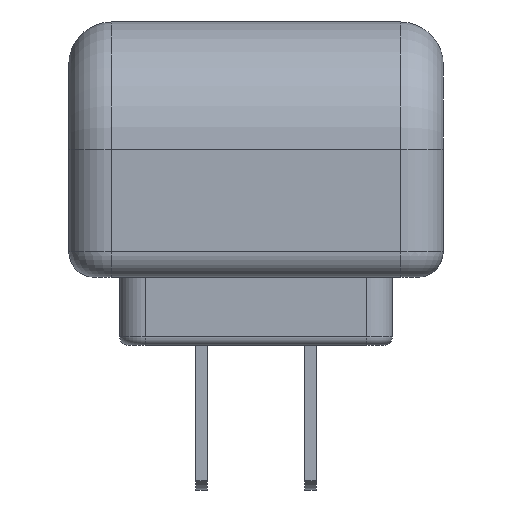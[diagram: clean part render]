
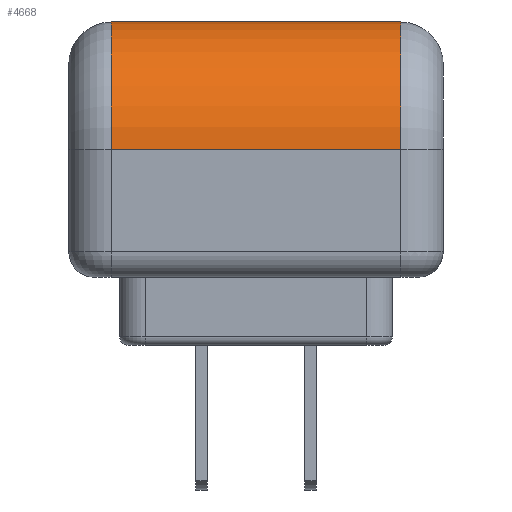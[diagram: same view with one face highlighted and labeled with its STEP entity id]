
A CAD part, left-side view. The second image highlights one B-rep face of the part: STEP entity #4668.
In plain terms, the highlighted cylindrical face has radius 15 mm (diameter 30 mm), a partial arc.
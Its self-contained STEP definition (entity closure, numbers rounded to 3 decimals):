
#234 = DIRECTION ( 'NONE',  ( 1., 0., 0. ) ) ;
#260 = CARTESIAN_POINT ( 'NONE',  ( -10.897, 24.099, 12.5 ) ) ;
#313 = CARTESIAN_POINT ( 'NONE',  ( 4.103, 2.099, 12.5 ) ) ;
#1061 = EDGE_CURVE ( 'NONE', #3532, #1832, #6178, .T. ) ;
#1095 = EDGE_CURVE ( 'NONE', #2078, #1832, #2689, .T. ) ;
#1268 = EDGE_CURVE ( 'NONE', #3532, #4921, #2293, .T. ) ;
#1832 = VERTEX_POINT ( 'NONE', #4524 ) ;
#1867 = DIRECTION ( 'NONE',  ( 0., 1., 0. ) ) ;
#2078 = VERTEX_POINT ( 'NONE', #4970 ) ;
#2291 = AXIS2_PLACEMENT_3D ( 'NONE', #6582, #3420, #234 ) ;
#2293 = LINE ( 'NONE', #6865, #3727 ) ;
#2689 = LINE ( 'NONE', #260, #6734 ) ;
#2957 = EDGE_CURVE ( 'NONE', #2078, #4921, #4427, .T. ) ;
#3021 = CARTESIAN_POINT ( 'NONE',  ( 4.103, -14.901, 12.5 ) ) ;
#3171 = DIRECTION ( 'NONE',  ( 0., -1., 0. ) ) ;
#3266 = CARTESIAN_POINT ( 'NONE',  ( 4.103, 19.099, 27.5 ) ) ;
#3420 = DIRECTION ( 'NONE',  ( 0., -1., 0. ) ) ;
#3445 = DIRECTION ( 'NONE',  ( 0., 1., 0. ) ) ;
#3532 = VERTEX_POINT ( 'NONE', #3266 ) ;
#3557 = DIRECTION ( 'NONE',  ( 0., 0., 1. ) ) ;
#3727 = VECTOR ( 'NONE', #3171, 1000. ) ;
#3987 = AXIS2_PLACEMENT_3D ( 'NONE', #3021, #6702, #3557 ) ;
#4037 = DIRECTION ( 'NONE',  ( 0., 0., 1. ) ) ;
#4068 = CYLINDRICAL_SURFACE ( 'NONE', #5967, 15. ) ;
#4427 = CIRCLE ( 'NONE', #3987, 15. ) ;
#4454 = EDGE_LOOP ( 'NONE', ( #4845, #6750, #5837, #5879 ) ) ;
#4524 = CARTESIAN_POINT ( 'NONE',  ( -10.897, 19.099, 12.5 ) ) ;
#4668 = ADVANCED_FACE ( 'NONE', ( #5955 ), #4068, .T. ) ;
#4845 = ORIENTED_EDGE ( 'NONE', *, *, #1095, .F. ) ;
#4921 = VERTEX_POINT ( 'NONE', #5346 ) ;
#4970 = CARTESIAN_POINT ( 'NONE',  ( -10.897, -14.901, 12.5 ) ) ;
#5346 = CARTESIAN_POINT ( 'NONE',  ( 4.103, -14.901, 27.5 ) ) ;
#5837 = ORIENTED_EDGE ( 'NONE', *, *, #1268, .F. ) ;
#5879 = ORIENTED_EDGE ( 'NONE', *, *, #1061, .T. ) ;
#5955 = FACE_OUTER_BOUND ( 'NONE', #4454, .T. ) ;
#5967 = AXIS2_PLACEMENT_3D ( 'NONE', #313, #1867, #4037 ) ;
#6178 = CIRCLE ( 'NONE', #2291, 15. ) ;
#6582 = CARTESIAN_POINT ( 'NONE',  ( 4.103, 19.099, 12.5 ) ) ;
#6702 = DIRECTION ( 'NONE',  ( 0., 1., 0. ) ) ;
#6734 = VECTOR ( 'NONE', #3445, 1000. ) ;
#6750 = ORIENTED_EDGE ( 'NONE', *, *, #2957, .T. ) ;
#6865 = CARTESIAN_POINT ( 'NONE',  ( 4.103, -19.901, 27.5 ) ) ;
